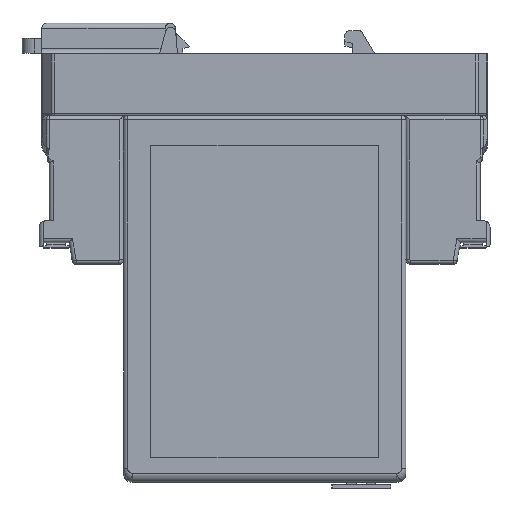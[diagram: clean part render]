
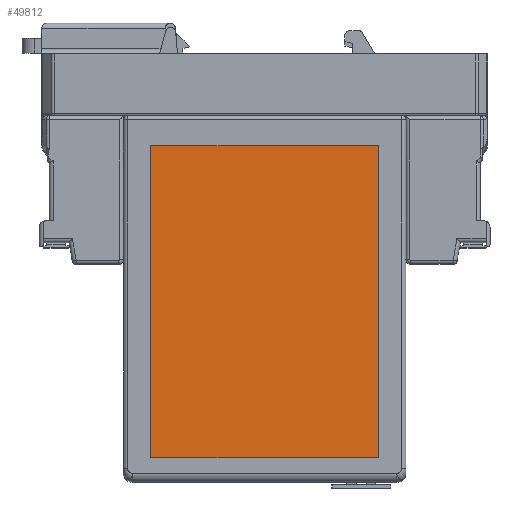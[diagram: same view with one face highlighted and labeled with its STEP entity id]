
A CAD part, front view. The second image highlights one B-rep face of the part: STEP entity #49812.
In plain terms, the highlighted planar face has unit normal (0, -1, 0).
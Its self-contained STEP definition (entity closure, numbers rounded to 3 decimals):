
#6422=DIRECTION('',(-1.,0.,0.));
#6423=VECTOR('',#6422,46.);
#6424=CARTESIAN_POINT('',(23.,-14.65,1.));
#6425=LINE('',#6424,#6423);
#6426=DIRECTION('',(0.,0.,1.));
#6427=VECTOR('',#6426,63.);
#6428=CARTESIAN_POINT('',(23.,-14.65,-62.));
#6429=LINE('',#6428,#6427);
#6430=DIRECTION('',(1.,0.,0.));
#6431=VECTOR('',#6430,46.);
#6432=CARTESIAN_POINT('',(-23.,-14.65,-62.));
#6433=LINE('',#6432,#6431);
#6434=DIRECTION('',(0.,0.,-1.));
#6435=VECTOR('',#6434,63.);
#6436=CARTESIAN_POINT('',(-23.,-14.65,1.));
#6437=LINE('',#6436,#6435);
#31995=CARTESIAN_POINT('',(23.,-14.65,1.));
#31996=CARTESIAN_POINT('',(-23.,-14.65,1.));
#31997=VERTEX_POINT('',#31995);
#31998=VERTEX_POINT('',#31996);
#31999=CARTESIAN_POINT('',(-23.,-14.65,-62.));
#32000=VERTEX_POINT('',#31999);
#32001=CARTESIAN_POINT('',(23.,-14.65,-62.));
#32002=VERTEX_POINT('',#32001);
#49801=CARTESIAN_POINT('',(0.,-14.65,0.));
#49802=DIRECTION('',(0.,-1.,0.));
#49803=DIRECTION('',(-1.,0.,0.));
#49804=AXIS2_PLACEMENT_3D('',#49801,#49802,#49803);
#49805=PLANE('',#49804);
#49806=ORIENTED_EDGE('',*,*,#49753,.F.);
#49807=ORIENTED_EDGE('',*,*,#49768,.F.);
#49808=ORIENTED_EDGE('',*,*,#49782,.F.);
#49809=ORIENTED_EDGE('',*,*,#49795,.F.);
#49810=EDGE_LOOP('',(#49806,#49807,#49808,#49809));
#49811=FACE_OUTER_BOUND('',#49810,.F.);
#49812=ADVANCED_FACE('',(#49811),#49805,.T.);
#49753=EDGE_CURVE('',#31997,#31998,#6425,.T.);
#49768=EDGE_CURVE('',#32002,#31997,#6429,.T.);
#49782=EDGE_CURVE('',#32000,#32002,#6433,.T.);
#49795=EDGE_CURVE('',#31998,#32000,#6437,.T.);
